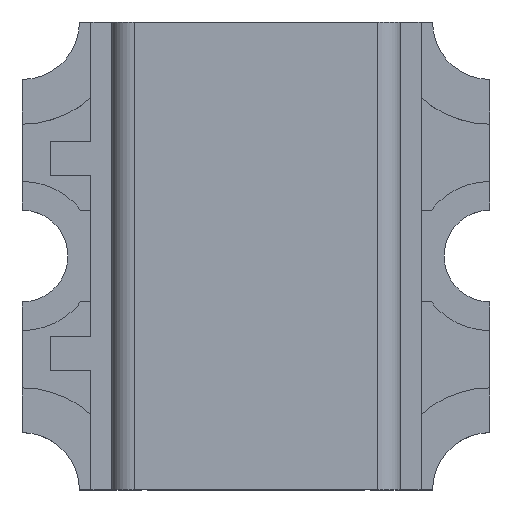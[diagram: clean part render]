
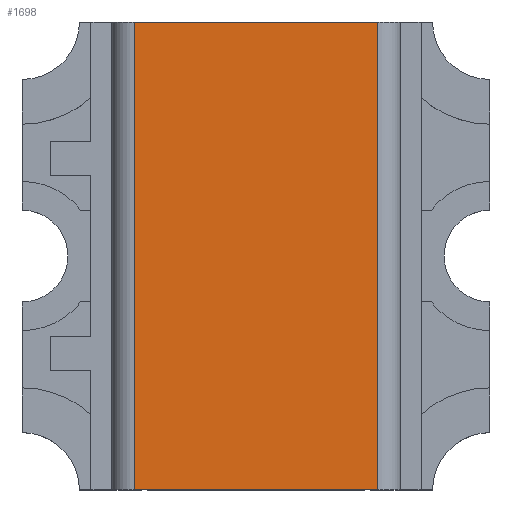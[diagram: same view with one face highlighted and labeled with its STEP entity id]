
A CAD part, top view. The second image highlights one B-rep face of the part: STEP entity #1698.
In plain terms, the highlighted planar face has unit normal (0, 0, 1).
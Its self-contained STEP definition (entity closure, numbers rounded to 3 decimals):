
#617=DIRECTION('',(0.,1.,0.));
#618=VECTOR('',#617,2.04);
#619=CARTESIAN_POINT('',(0.53,-1.02,0.55));
#620=LINE('',#619,#618);
#621=DIRECTION('',(1.,0.,0.));
#622=VECTOR('',#621,1.06);
#623=CARTESIAN_POINT('',(-0.53,-1.02,0.55));
#624=LINE('',#623,#622);
#625=DIRECTION('',(0.,-1.,0.));
#626=VECTOR('',#625,2.04);
#627=CARTESIAN_POINT('',(-0.53,1.02,0.55));
#628=LINE('',#627,#626);
#629=DIRECTION('',(-1.,0.,0.));
#630=VECTOR('',#629,1.06);
#631=CARTESIAN_POINT('',(0.53,1.02,0.55));
#632=LINE('',#631,#630);
#809=CARTESIAN_POINT('',(0.53,1.02,0.55));
#811=VERTEX_POINT('',#809);
#815=CARTESIAN_POINT('',(0.53,-1.02,0.55));
#816=VERTEX_POINT('',#815);
#817=CARTESIAN_POINT('',(-0.53,-1.02,0.55));
#819=VERTEX_POINT('',#817);
#823=CARTESIAN_POINT('',(-0.53,1.02,0.55));
#824=VERTEX_POINT('',#823);
#1687=CARTESIAN_POINT('',(0.,0.,0.55));
#1688=DIRECTION('',(0.,0.,1.));
#1689=DIRECTION('',(1.,0.,0.));
#1690=AXIS2_PLACEMENT_3D('',#1687,#1688,#1689);
#1691=PLANE('',#1690);
#1692=ORIENTED_EDGE('',*,*,#1177,.F.);
#1693=ORIENTED_EDGE('',*,*,#1290,.F.);
#1694=ORIENTED_EDGE('',*,*,#1263,.F.);
#1695=ORIENTED_EDGE('',*,*,#1143,.F.);
#1696=EDGE_LOOP('',(#1692,#1693,#1694,#1695));
#1697=FACE_OUTER_BOUND('',#1696,.F.);
#1143=EDGE_CURVE('',#811,#824,#632,.T.);
#1177=EDGE_CURVE('',#816,#811,#620,.T.);
#1263=EDGE_CURVE('',#824,#819,#628,.T.);
#1290=EDGE_CURVE('',#819,#816,#624,.T.);
#1698=ADVANCED_FACE('',(#1697),#1691,.T.);
